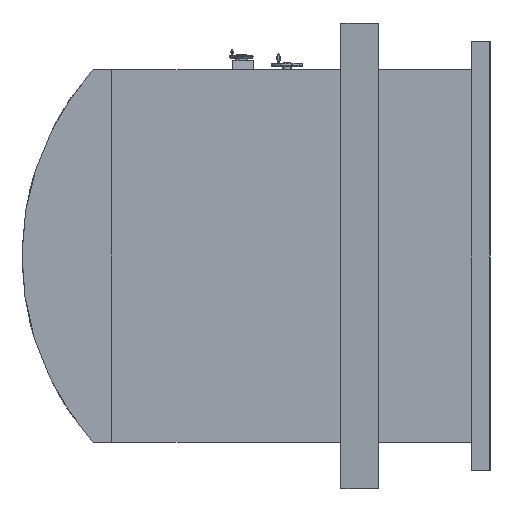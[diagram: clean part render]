
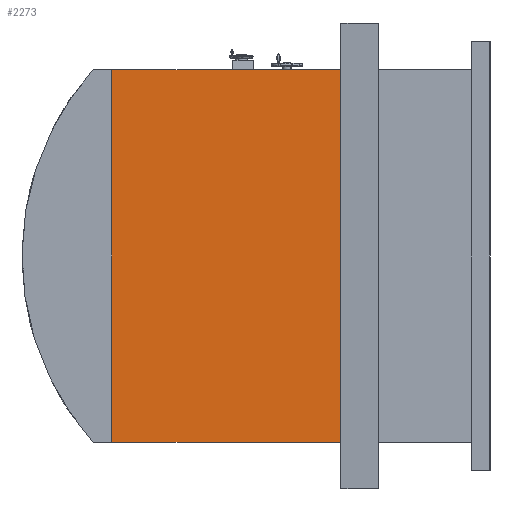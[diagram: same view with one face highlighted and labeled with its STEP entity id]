
A CAD part, left-side view. The second image highlights one B-rep face of the part: STEP entity #2273.
In plain terms, the highlighted free-form (B-spline) face has degree [1, 1] with [2, 2] control points.
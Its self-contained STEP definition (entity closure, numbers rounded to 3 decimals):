
#2211 = EDGE_CURVE('',#2212,#2214,#2216,.T.);
#2212 = VERTEX_POINT('',#2213);
#2213 = CARTESIAN_POINT('',(-3648.599,2973.914,
    1464.982));
#2214 = VERTEX_POINT('',#2215);
#2215 = CARTESIAN_POINT('',(-3648.599,2973.914,
    -1464.982));
#2216 = B_SPLINE_CURVE_WITH_KNOTS('',1,(#2217,#2218),.UNSPECIFIED.,.F.,
  .F.,(2,2),(-0.,2000.),.PIECEWISE_BEZIER_KNOTS.);
#2217 = CARTESIAN_POINT('',(-3648.599,2973.914,
    1464.982));
#2218 = CARTESIAN_POINT('',(-3648.599,2973.914,
    -1464.982));
#2273 = ADVANCED_FACE('',(#2274),#2296,.F.);
#2274 = FACE_BOUND('',#2275,.T.);
#2275 = EDGE_LOOP('',(#2276,#2283,#2290,#2295));
#2276 = ORIENTED_EDGE('',*,*,#2277,.T.);
#2277 = EDGE_CURVE('',#2214,#2278,#2280,.T.);
#2278 = VERTEX_POINT('',#2279);
#2279 = CARTESIAN_POINT('',(-3648.599,922.939,
    -1464.982));
#2280 = B_SPLINE_CURVE_WITH_KNOTS('',1,(#2281,#2282),.UNSPECIFIED.,.F.,
  .F.,(2,2),(0.,1400.),.PIECEWISE_BEZIER_KNOTS.);
#2281 = CARTESIAN_POINT('',(-3648.599,2973.914,
    -1464.982));
#2282 = CARTESIAN_POINT('',(-3648.599,922.939,
    -1464.982));
#2283 = ORIENTED_EDGE('',*,*,#2284,.F.);
#2284 = EDGE_CURVE('',#2285,#2278,#2287,.T.);
#2285 = VERTEX_POINT('',#2286);
#2286 = CARTESIAN_POINT('',(-3648.599,922.939,
    1464.982));
#2287 = B_SPLINE_CURVE_WITH_KNOTS('',1,(#2288,#2289),.UNSPECIFIED.,.F.,
  .F.,(2,2),(-0.,2000.),.PIECEWISE_BEZIER_KNOTS.);
#2288 = CARTESIAN_POINT('',(-3648.599,922.939,
    1464.982));
#2289 = CARTESIAN_POINT('',(-3648.599,922.939,
    -1464.982));
#2290 = ORIENTED_EDGE('',*,*,#2291,.F.);
#2291 = EDGE_CURVE('',#2212,#2285,#2292,.T.);
#2292 = B_SPLINE_CURVE_WITH_KNOTS('',1,(#2293,#2294),.UNSPECIFIED.,.F.,
  .F.,(2,2),(0.,1400.),.PIECEWISE_BEZIER_KNOTS.);
#2293 = CARTESIAN_POINT('',(-3648.599,2973.914,
    1464.982));
#2294 = CARTESIAN_POINT('',(-3648.599,922.939,
    1464.982));
#2295 = ORIENTED_EDGE('',*,*,#2211,.T.);
#2296 = B_SPLINE_SURFACE_WITH_KNOTS('',1,1,(
    (#2297,#2298)
    ,(#2299,#2300
  )),.UNSPECIFIED.,.F.,.F.,.F.,(2,2),(2,2),(-1400.,0.),(-2000.,0.),
  .PIECEWISE_BEZIER_KNOTS.);
#2297 = CARTESIAN_POINT('',(-3648.599,922.939,
    -1464.982));
#2298 = CARTESIAN_POINT('',(-3648.599,922.939,
    1464.982));
#2299 = CARTESIAN_POINT('',(-3648.599,2973.914,
    -1464.982));
#2300 = CARTESIAN_POINT('',(-3648.599,2973.914,
    1464.982));
